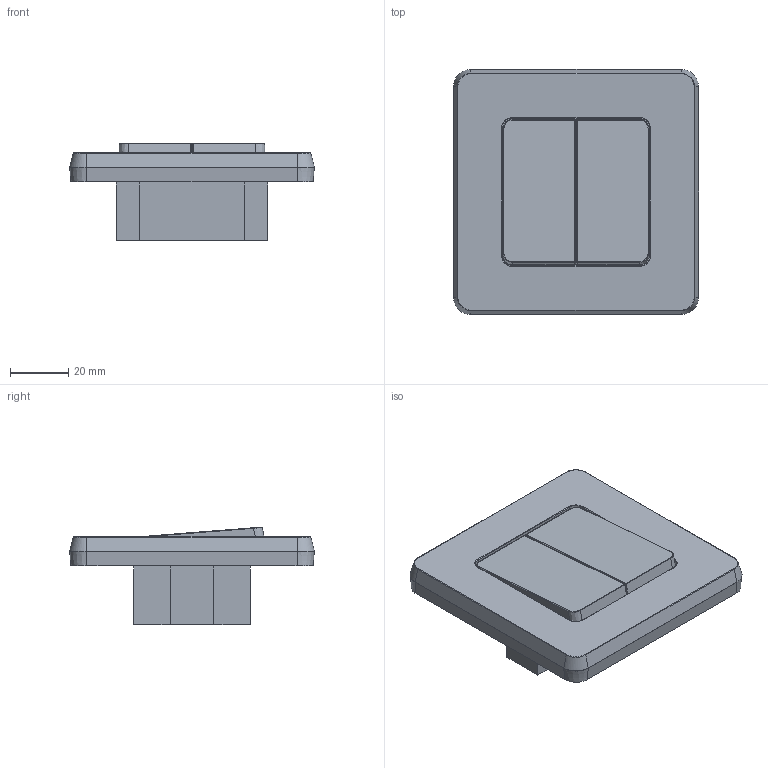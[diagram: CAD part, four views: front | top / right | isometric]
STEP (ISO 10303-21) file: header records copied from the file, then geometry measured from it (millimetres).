
FILE_DESCRIPTION (( 'STEP AP203' ), '1' );
FILE_NAME ('Ïåðåêëþ÷àòåëü 2 êë .STEP', '2025-05-27T11:27:57', ( '' ), ( '' ), 'SwSTEP 2.0', 'SolidWorks 2022', '' );
FILE_SCHEMA (( 'CONFIG_CONTROL_DESIGN' ));
Length unit declared in the file: millimetre
Products named in the file (1): Переключатель 2 кл 
Bounding box: 84 x 84 x 33.52 mm (x, y, z)
Surface area: 22348.4 mm2 (no closed solid volume)
Topology: 0 solids, 18 shells, 246 faces, 818 edges, 596 vertices
Faces by surface type: plane 172, cylinder 32, bspline 25, cone 8, sphere 5, torus 4
Entity records: 11728 total; most frequent: CARTESIAN_POINT 6317, ORIENTED_EDGE 1410, B_SPLINE_CURVE_WITH_KNOTS 818, EDGE_CURVE 818, VERTEX_POINT 596, DIRECTION 444, EDGE_LOOP 265, FACE_OUTER_BOUND 246
